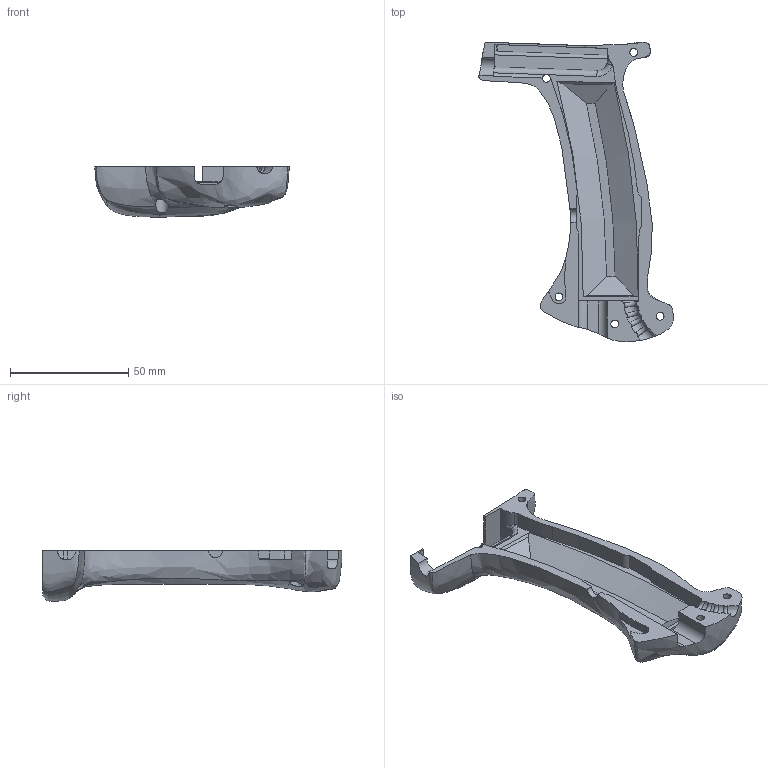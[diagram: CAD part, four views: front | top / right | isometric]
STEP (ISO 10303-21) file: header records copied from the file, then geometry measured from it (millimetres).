
FILE_DESCRIPTION(/* description */ (''),/* implementation_level */ '2;1');
FILE_NAME(/* name */ 'V1.1 LH right step.step',/* time_stamp */ '2022-07-01T22:32:19-04:00',/* author */ (''),/* organization */ (''),/* preprocessor_version */ 'ST-DEVELOPER v19',/* originating_system */ 'Autodesk Translation Framework v11.7.0.108',/* authorisation */ '');
FILE_SCHEMA (('AUTOMOTIVE_DESIGN { 1 0 10303 214 3 1 1 }'));
Length unit declared in the file: millimetre
Products named in the file (1): FusionComponent
Bounding box: 82.14 x 126.7 x 21.33 mm (x, y, z)
Volume: 37066.3 mm3; surface area: 18303.9 mm2
Topology: 1 solids, 1 shells, 124 faces, 351 edges, 231 vertices
Faces by surface type: cylinder 43, plane 42, bspline 26, torus 11, cone 2
Full cylindrical faces by diameter (mm): 3.3 x5, 5.6 x1
Entity records: 10234 total; most frequent: CARTESIAN_POINT 7207, ORIENTED_EDGE 702, DIRECTION 527, EDGE_CURVE 351, VERTEX_POINT 231, AXIS2_PLACEMENT_3D 204, EDGE_LOOP 136, FACE_OUTER_BOUND 124
